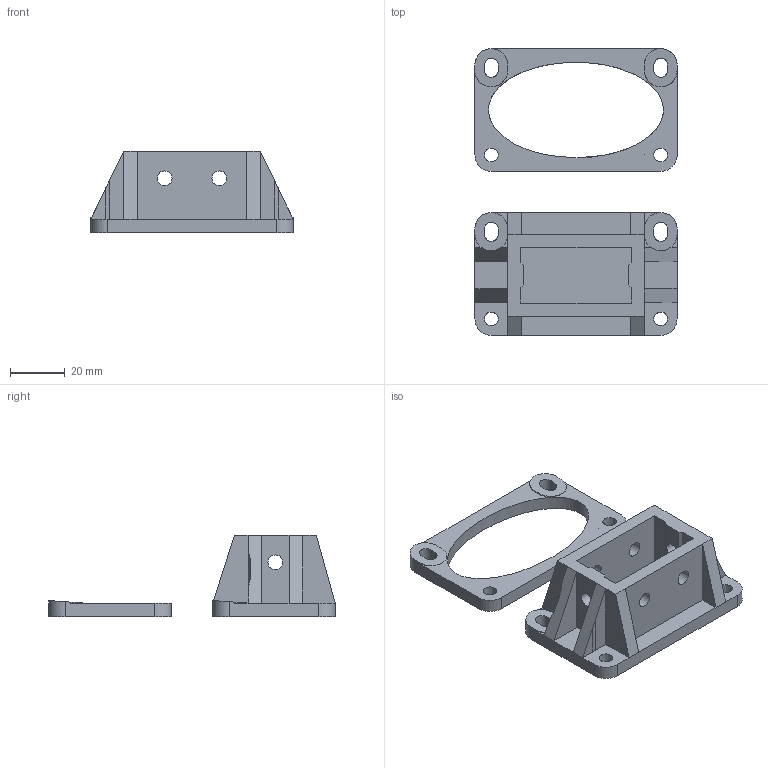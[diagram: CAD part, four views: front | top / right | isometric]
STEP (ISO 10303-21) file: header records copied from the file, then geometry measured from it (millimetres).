
FILE_DESCRIPTION(/* description */ (''),/* implementation_level */ '2;1');
FILE_NAME(/* name */ 'C-BOT Z Bar End 20x40.stp',/* time_stamp */ '2015-10-19T19:12:25+01:00',/* author */ (''),/* organization */ (''),/* preprocessor_version */ 'ST-DEVELOPER v15.2',/* originating_system */ 'Autodesk Translator Framework v2.0.0.5431',/* authorisation */ '');
FILE_SCHEMA (('AUTOMOTIVE_DESIGN { 1 0 10303 214 3 1 1 }'));
Length unit declared in the file: centimetre
Products named in the file (1): C-Bot Z Bar End 20x40
Bounding box: 74 x 104.9 x 30 mm (x, y, z)
Volume: 44518.7 mm3; surface area: 22135.3 mm2
Topology: 2 solids, 2 shells, 125 faces, 329 edges, 209 vertices
Faces by surface type: plane 85, cylinder 39, bspline 1
Full cylindrical faces by diameter (mm): 5 x4, 5.4 x6
Entity records: 3847 total; most frequent: CARTESIAN_POINT 670, DIRECTION 653, ORIENTED_EDGE 636, EDGE_CURVE 318, LINE 231, VECTOR 231, AXIS2_PLACEMENT_3D 211, VERTEX_POINT 208
